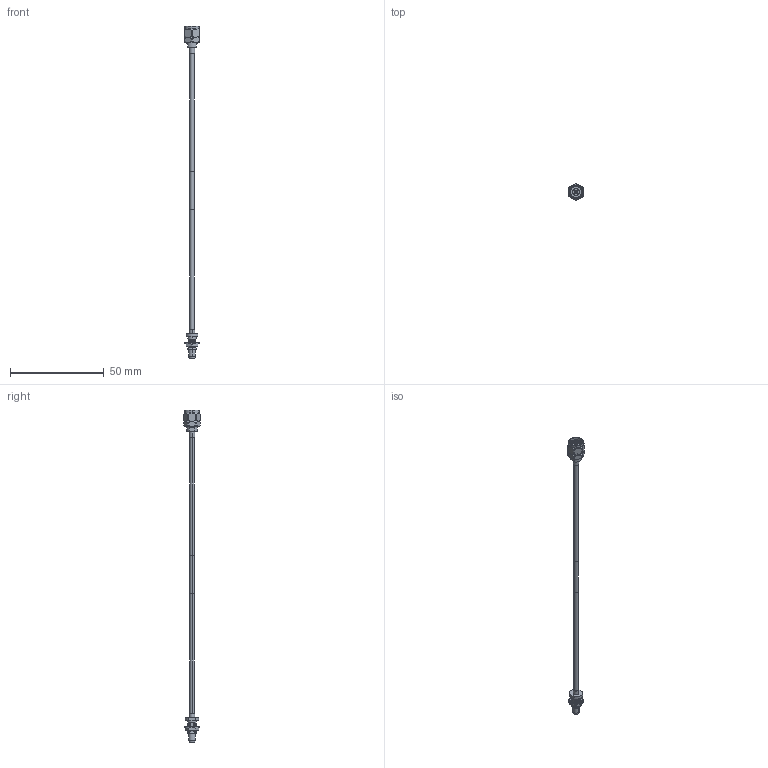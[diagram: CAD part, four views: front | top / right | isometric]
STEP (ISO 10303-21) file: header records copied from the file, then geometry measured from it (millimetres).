
FILE_DESCRIPTION (( 'STEP AP214' ), '1' );
FILE_NAME ('FMCA100336_3D.step', '2025-11-11T18:13:24', ( '' ), ( '' ), 'SwSTEP 2.0', 'SolidWorks 2025', '' );
FILE_SCHEMA (( 'AUTOMOTIVE_DESIGN' ));
Length unit declared in the file: inch
Products named in the file (4): PE45413; FMCA100336_3D; PE-SR405FL_WITH LABEL; PE5137
Assembly tree (3 placements, depth 2):
  FMCA100336_3D
    PE-SR405FL_WITH LABEL
    PE45413
    PE5137
Bounding box: 7.92 x 8.88 x 177.1 mm (x, y, z)
Volume: 1139.3 mm3; surface area: 2389.1 mm2
Topology: 8 solids, 8 shells, 369 faces, 958 edges, 625 vertices
Faces by surface type: cylinder 165, plane 118, cone 47, bspline 31, torus 8
Entity records: 20292 total; most frequent: CARTESIAN_POINT 11387, ORIENTED_EDGE 1916, DIRECTION 1685, EDGE_CURVE 958, AXIS2_PLACEMENT_3D 640, VERTEX_POINT 625, EDGE_LOOP 407, VECTOR 405
